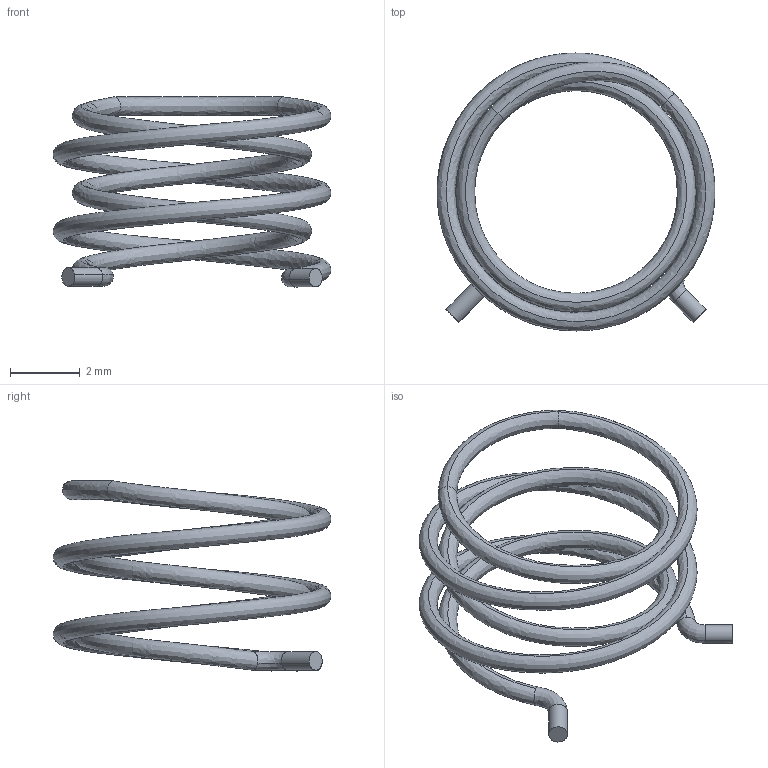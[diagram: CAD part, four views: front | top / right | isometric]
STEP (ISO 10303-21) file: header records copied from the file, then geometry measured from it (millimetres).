
FILE_DESCRIPTION (( 'STEP AP214' ), '1' );
FILE_NAME ('Kern_^Copy of STEP-WE-PD-1280-rev1 v2_DC-DC XL6009.STEP', '2023-02-25T15:48:52', ( '' ), ( '' ), 'SwSTEP 2.0', 'SolidWorks 2023', '' );
FILE_SCHEMA (( 'AUTOMOTIVE_DESIGN' ));
Length unit declared in the file: millimetre
Products named in the file (1): Kern_^Copy of STEP-WE-PD-1280-rev1 v2_DC-DC XL6009_Predeterminado
Bounding box: 7.95 x 7.95 x 5.43 mm (x, y, z)
Volume: 23.2 mm3; surface area: 176 mm2
Topology: 1 solids, 1 shells, 16 faces, 42 edges, 28 vertices
Faces by surface type: bspline 14, plane 2
Entity records: 3040 total; most frequent: CARTESIAN_POINT 2742, ORIENTED_EDGE 84, EDGE_CURVE 42, B_SPLINE_CURVE_WITH_KNOTS 34, VERTEX_POINT 28, ADVANCED_FACE 16, EDGE_LOOP 16, FACE_OUTER_BOUND 16
